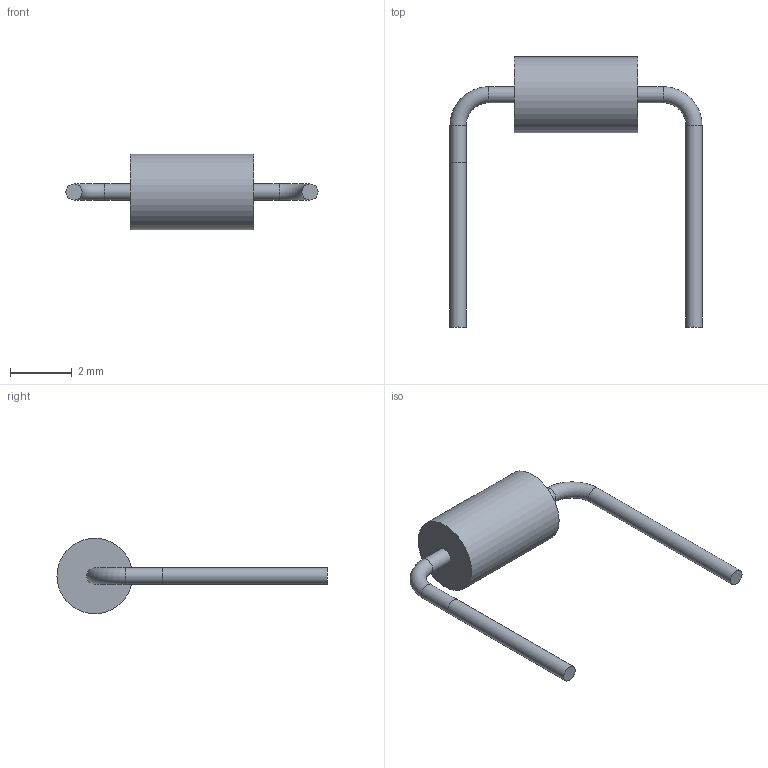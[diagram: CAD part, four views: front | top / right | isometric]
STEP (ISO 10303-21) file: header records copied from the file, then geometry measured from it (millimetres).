
FILE_DESCRIPTION (( 'STEP AP214' ), '1' );
FILE_NAME ('small_diode.STEP', '2021-01-23T16:14:12', ( 'User Windows' ), ( '' ), 'SwSTEP 2.0', 'SolidWorks 2017', '' );
FILE_SCHEMA (( 'AUTOMOTIVE_DESIGN' ));
Length unit declared in the file: millimetre
Products named in the file (1): small_diode
Bounding box: 8.14 x 8.72 x 2.44 mm (x, y, z)
Volume: 22.5 mm3; surface area: 69.5 mm2
Topology: 2 solids, 2 shells, 14 faces, 23 edges, 15 vertices
Faces by surface type: cylinder 6, plane 6, torus 2
Full cylindrical faces by diameter (mm): 0.52 x5, 2.44 x1
Entity records: 406 total; most frequent: DIRECTION 54, CARTESIAN_POINT 39, AXIS2_PLACEMENT_3D 27, EDGE_LOOP 24, ORIENTED_EDGE 24, FACE_OUTER_BOUND 22, ADVANCED_FACE 14, UNCERTAINTY_MEASURE_WITH_UNIT 13
